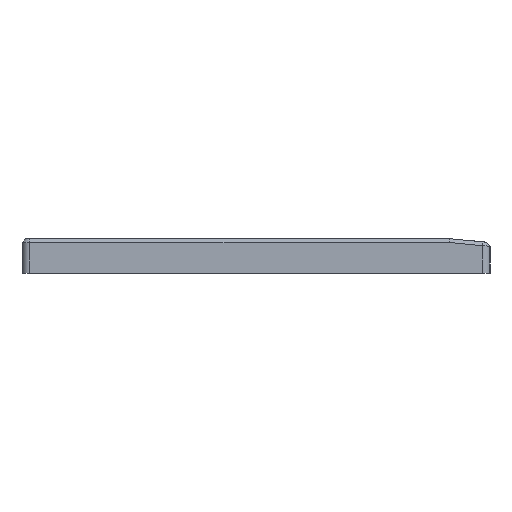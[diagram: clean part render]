
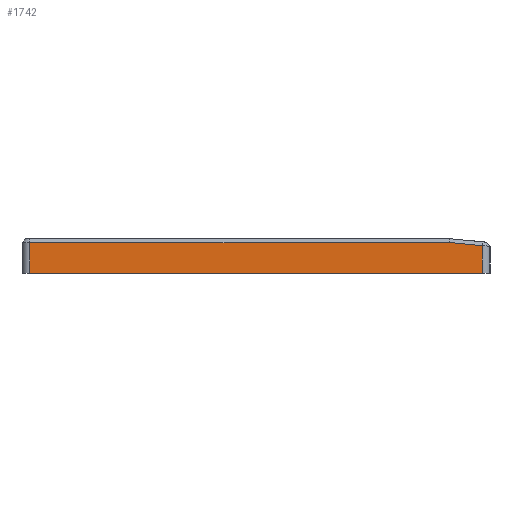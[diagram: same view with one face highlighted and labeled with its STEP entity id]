
A CAD part, left-side view. The second image highlights one B-rep face of the part: STEP entity #1742.
In plain terms, the highlighted planar face has unit normal (-1, 0, 0).
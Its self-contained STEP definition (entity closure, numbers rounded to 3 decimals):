
#21=B_SPLINE_CURVE_WITH_KNOTS('',3,(#2906,#2907,#2908,#2909),
 .UNSPECIFIED.,.F.,.F.,(4,4),(-1.571,-1.523),
 .UNSPECIFIED.);
#95=PLANE('',#1915);
#200=FACE_OUTER_BOUND('',#306,.T.);
#306=EDGE_LOOP('',(#1516,#1517,#1518,#1519,#1520,#1521));
#449=LINE('',#2781,#627);
#451=LINE('',#2785,#629);
#476=LINE('',#2954,#654);
#477=LINE('',#2957,#655);
#479=LINE('',#2962,#657);
#627=VECTOR('',#2302,10.);
#629=VECTOR('',#2306,10.);
#654=VECTOR('',#2353,10.);
#655=VECTOR('',#2356,10.);
#657=VECTOR('',#2362,10.);
#855=VERTEX_POINT('',#2776);
#856=VERTEX_POINT('',#2780);
#857=VERTEX_POINT('',#2784);
#866=VERTEX_POINT('',#2852);
#880=VERTEX_POINT('',#2952);
#881=VERTEX_POINT('',#2956);
#1067=EDGE_CURVE('',#855,#856,#449,.T.);
#1069=EDGE_CURVE('',#856,#857,#451,.T.);
#1084=EDGE_CURVE('',#857,#866,#21,.T.);
#1105=EDGE_CURVE('',#855,#880,#476,.T.);
#1106=EDGE_CURVE('',#866,#881,#477,.T.);
#1109=EDGE_CURVE('',#881,#880,#479,.T.);
#1516=ORIENTED_EDGE('',*,*,#1067,.F.);
#1517=ORIENTED_EDGE('',*,*,#1105,.T.);
#1518=ORIENTED_EDGE('',*,*,#1109,.F.);
#1519=ORIENTED_EDGE('',*,*,#1106,.F.);
#1520=ORIENTED_EDGE('',*,*,#1084,.F.);
#1521=ORIENTED_EDGE('',*,*,#1069,.F.);
#1742=ADVANCED_FACE('',(#200),#95,.T.);
#1915=AXIS2_PLACEMENT_3D('',#2961,#2360,#2361);
#2302=DIRECTION('',(0.,-1.,0.));
#2306=DIRECTION('',(0.,-0.995,-0.095));
#2353=DIRECTION('',(0.,0.,-1.));
#2356=DIRECTION('',(0.,0.,-1.));
#2360=DIRECTION('center_axis',(-1.,0.,0.));
#2361=DIRECTION('ref_axis',(0.,-1.,0.));
#2362=DIRECTION('',(0.,1.,0.));
#2776=CARTESIAN_POINT('',(-148.95,58.7,8.));
#2780=CARTESIAN_POINT('',(-148.95,-50.152,8.));
#2781=CARTESIAN_POINT('',(-148.95,30.35,8.));
#2784=CARTESIAN_POINT('',(-148.95,-58.605,7.195));
#2785=CARTESIAN_POINT('',(-148.95,-0.828,12.698));
#2852=CARTESIAN_POINT('',(-148.95,-58.7,7.186));
#2906=CARTESIAN_POINT('Ctrl Pts',(-148.95,-58.605,7.195));
#2907=CARTESIAN_POINT('Ctrl Pts',(-148.95,-58.637,7.192));
#2908=CARTESIAN_POINT('Ctrl Pts',(-148.95,-58.668,7.189));
#2909=CARTESIAN_POINT('Ctrl Pts',(-148.95,-58.7,7.186));
#2952=CARTESIAN_POINT('',(-148.95,58.7,0.));
#2954=CARTESIAN_POINT('',(-148.95,58.7,0.));
#2956=CARTESIAN_POINT('',(-148.95,-58.7,0.));
#2957=CARTESIAN_POINT('',(-148.95,-58.7,0.));
#2961=CARTESIAN_POINT('Origin',(-148.95,60.7,0.));
#2962=CARTESIAN_POINT('',(-148.95,-60.7,0.));
